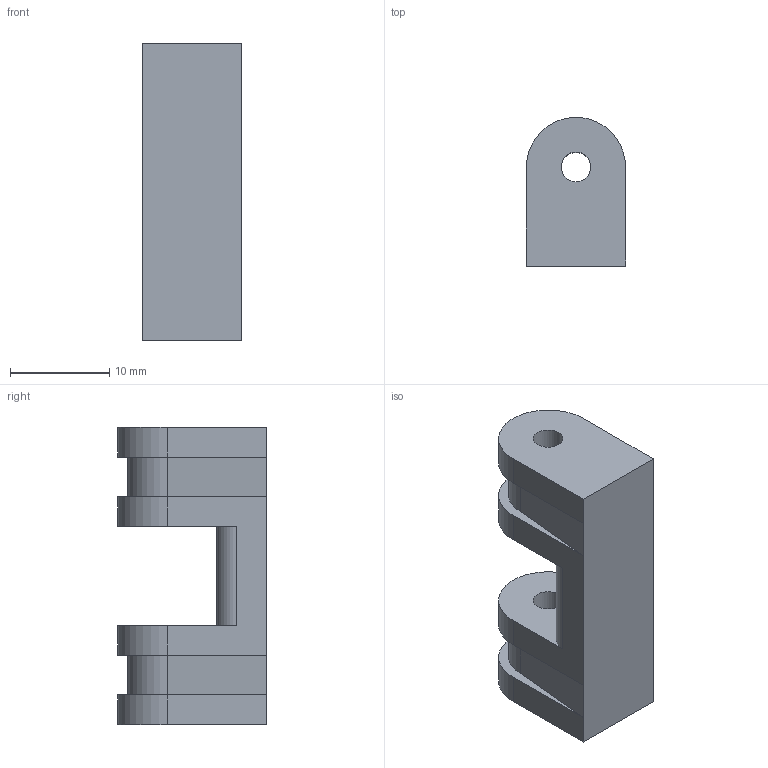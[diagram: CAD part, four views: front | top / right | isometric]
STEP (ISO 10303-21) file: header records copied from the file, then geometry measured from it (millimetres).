
FILE_DESCRIPTION(/* description */ (''),/* implementation_level */ '2;1');
FILE_NAME(/* name */ 'tilt_bottom_ipt_706211cb.STEP',/* time_stamp */ '2021-01-13T01:28:06+03:00',/* author */ ('HP'),/* organization */ (''),/* preprocessor_version */ 'ST-DEVELOPER v18.1',/* originating_system */ 'Autodesk Inventor 2021',/* authorisation */ '');
FILE_SCHEMA (('AUTOMOTIVE_DESIGN { 1 0 10303 214 3 1 1 }'));
Length unit declared in the file: millimetre
Products named in the file (1): tilt_bottom
Bounding box: 10 x 15 x 30 mm (x, y, z)
Volume: 2935.3 mm3; surface area: 1890.6 mm2
Topology: 1 solids, 1 shells, 32 faces, 91 edges, 61 vertices
Faces by surface type: plane 22, cylinder 10
Full cylindrical faces by diameter (mm): 3 x2
Entity records: 1102 total; most frequent: CARTESIAN_POINT 185, ORIENTED_EDGE 182, DIRECTION 178, EDGE_CURVE 91, LINE 70, VECTOR 70, VERTEX_POINT 61, AXIS2_PLACEMENT_3D 54
